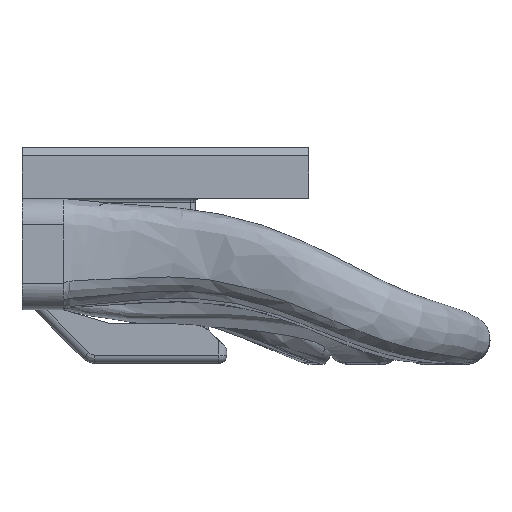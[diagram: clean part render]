
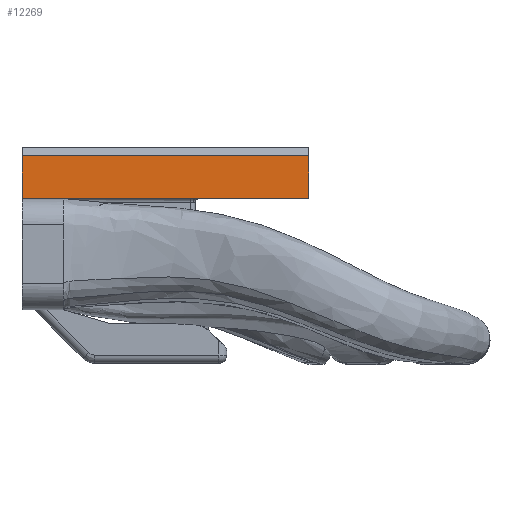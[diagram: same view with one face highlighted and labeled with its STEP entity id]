
A CAD part, left-side view. The second image highlights one B-rep face of the part: STEP entity #12269.
In plain terms, the highlighted planar face has unit normal (-1, 0, 0).
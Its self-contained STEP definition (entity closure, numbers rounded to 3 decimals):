
#494=PLANE('',#13111);
#955=FACE_OUTER_BOUND('',#1660,.T.);
#1660=EDGE_LOOP('',(#9853,#9854,#9855,#9856,#9857));
#2826=LINE('',#24473,#3590);
#2904=LINE('',#26412,#3668);
#2931=LINE('',#26668,#3695);
#2961=LINE('',#26925,#3725);
#2964=LINE('',#27602,#3728);
#3590=VECTOR('',#14612,10.);
#3668=VECTOR('',#14934,10.);
#3695=VECTOR('',#14977,10.);
#3725=VECTOR('',#15067,10.);
#3728=VECTOR('',#15086,10.);
#5215=VERTEX_POINT('',#24470);
#5216=VERTEX_POINT('',#24472);
#5323=VERTEX_POINT('',#26343);
#5358=VERTEX_POINT('',#26665);
#5359=VERTEX_POINT('',#26667);
#6712=EDGE_CURVE('',#5215,#5216,#2826,.T.);
#6898=EDGE_CURVE('',#5323,#5216,#2904,.T.);
#6937=EDGE_CURVE('',#5359,#5358,#2931,.T.);
#7002=EDGE_CURVE('',#5359,#5215,#2961,.T.);
#7022=EDGE_CURVE('',#5323,#5358,#2964,.T.);
#9853=ORIENTED_EDGE('',*,*,#7002,.F.);
#9854=ORIENTED_EDGE('',*,*,#6937,.T.);
#9855=ORIENTED_EDGE('',*,*,#7022,.F.);
#9856=ORIENTED_EDGE('',*,*,#6898,.T.);
#9857=ORIENTED_EDGE('',*,*,#6712,.F.);
#12269=ADVANCED_FACE('',(#955),#494,.T.);
#13111=AXIS2_PLACEMENT_3D('',#27601,#15084,#15085);
#14612=DIRECTION('',(0.,-1.,0.));
#14934=DIRECTION('',(0.,0.,1.));
#14977=DIRECTION('',(0.,-1.,0.));
#15067=DIRECTION('',(0.,0.,1.));
#15084=DIRECTION('center_axis',(-1.,0.,0.));
#15085=DIRECTION('ref_axis',(0.,-1.,0.));
#15086=DIRECTION('',(0.,0.,-1.));
#24470=CARTESIAN_POINT('',(-22.,19.781,-20.84));
#24472=CARTESIAN_POINT('',(-22.,14.581,-20.84));
#24473=CARTESIAN_POINT('',(-22.,20.781,-20.84));
#26343=CARTESIAN_POINT('',(-22.,14.581,-34.587));
#26412=CARTESIAN_POINT('',(-22.,14.581,-55.64));
#26665=CARTESIAN_POINT('',(-22.,14.581,-55.64));
#26667=CARTESIAN_POINT('',(-22.,19.781,-55.64));
#26668=CARTESIAN_POINT('',(-22.,20.781,-55.64));
#26925=CARTESIAN_POINT('',(-22.,19.781,-55.64));
#27601=CARTESIAN_POINT('Origin',(-22.,20.781,-55.64));
#27602=CARTESIAN_POINT('',(-22.,14.581,-55.64));
